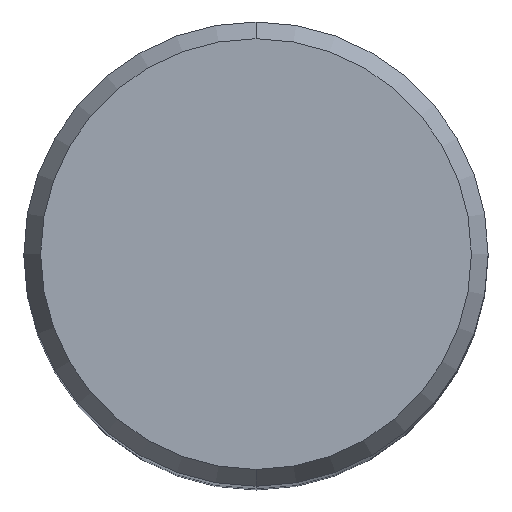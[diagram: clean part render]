
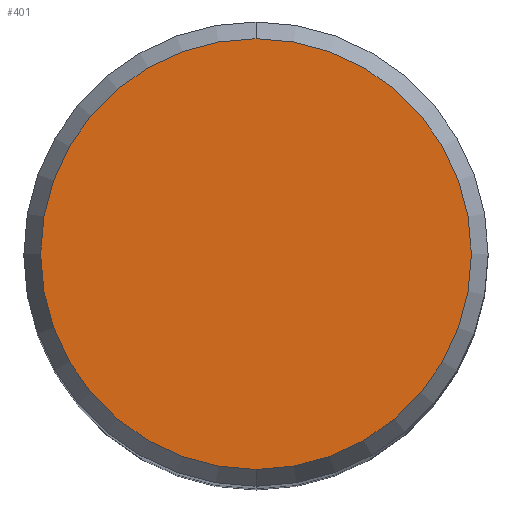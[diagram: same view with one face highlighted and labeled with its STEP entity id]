
A CAD part, top view. The second image highlights one B-rep face of the part: STEP entity #401.
In plain terms, the highlighted planar face has unit normal (0, 0, 1).
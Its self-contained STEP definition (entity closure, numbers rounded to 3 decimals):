
#283=VERTEX_POINT('',#584);
#299=EDGE_CURVE('',#283,#371,#601,.T.);
#321=EDGE_CURVE('',#371,#283,#623,.T.);
#371=VERTEX_POINT('',#679);
#401=ADVANCED_FACE('',(#714),#715,.T.);
#584=CARTESIAN_POINT('',(0.0,7.423,0.0));
#601=CIRCLE('',#1101,7.423);
#623=CIRCLE('',#1173,7.423);
#679=CARTESIAN_POINT('',(0.,-7.423,0.0));
#714=FACE_OUTER_BOUND('',#1350,.T.);
#715=PLANE('',#1351);
#1101=AXIS2_PLACEMENT_3D('',#1580,#1581,#1582);
#1173=AXIS2_PLACEMENT_3D('',#1593,#1594,#1595);
#1350=EDGE_LOOP('',(#1708,#1709));
#1351=AXIS2_PLACEMENT_3D('',#1710,#1711,#1712);
#1580=CARTESIAN_POINT('',(0.0,0.0,0.0));
#1581=DIRECTION('',(0.0,0.0,-1.0));
#1582=DIRECTION('',(0.0,1.0,0.0));
#1593=CARTESIAN_POINT('',(0.0,0.0,0.0));
#1594=DIRECTION('',(0.0,0.0,-1.0));
#1595=DIRECTION('',(0.0,1.0,0.0));
#1708=ORIENTED_EDGE('',*,*,#299,.F.);
#1709=ORIENTED_EDGE('',*,*,#321,.F.);
#1710=CARTESIAN_POINT('',(0.0,3.711,0.0));
#1711=DIRECTION('',(-0.0,0.0,1.0));
#1712=DIRECTION('',(0.0,-1.0,0.0));
